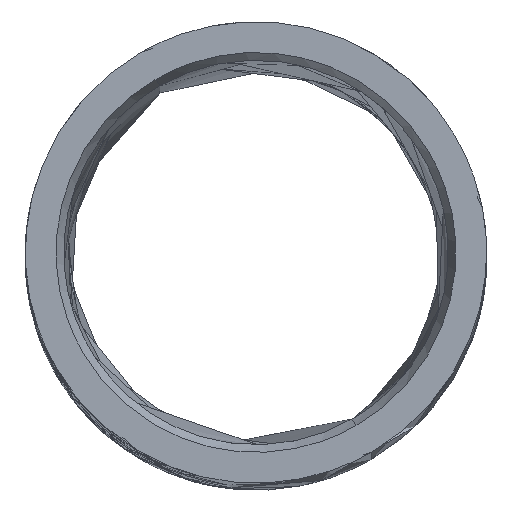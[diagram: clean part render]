
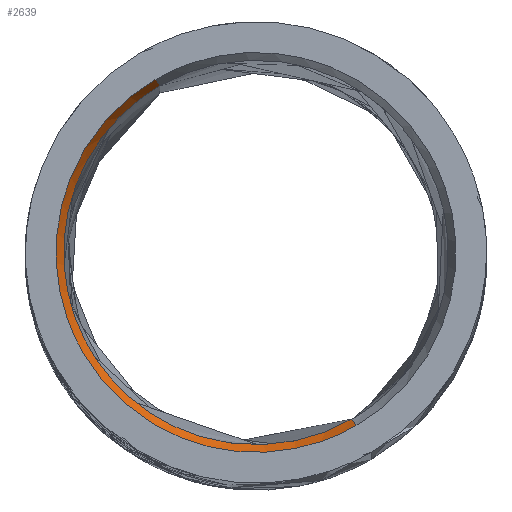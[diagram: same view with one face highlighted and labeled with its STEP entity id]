
A CAD part, top view. The second image highlights one B-rep face of the part: STEP entity #2639.
In plain terms, the highlighted free-form (B-spline) face has degree [1, 2] with [2, 9] control points.
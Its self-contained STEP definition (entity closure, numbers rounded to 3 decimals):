
#100 = CARTESIAN_POINT ( 'NONE',  ( 1849.273, 1856.592, 0. ) ) ;
#101 = CARTESIAN_POINT ( 'NONE',  ( 1849.273, 1856.592, 0. ) ) ;
#128 = CARTESIAN_POINT ( 'NONE',  ( 1889.371, 1793.14, -7. ) ) ;
#327 = CARTESIAN_POINT ( 'NONE',  ( 1877.793, 1963.194, 0.14 ) ) ;
#417 = ORIENTED_EDGE ( 'NONE', *, *, #2784, .T. ) ;
#433 =( BOUNDED_CURVE ( )  B_SPLINE_CURVE ( 2, ( #3919, #1214, #101 ),
 .UNSPECIFIED., .F., .T. ) 
 B_SPLINE_CURVE_WITH_KNOTS ( ( 3, 3 ),
 ( 0., 90. ),
 .UNSPECIFIED. ) 
 CURVE ( )  GEOMETRIC_REPRESENTATION_ITEM ( )  RATIONAL_B_SPLINE_CURVE ( ( 1., 0.707, 1. ) ) 
 REPRESENTATION_ITEM ( '' )  );
#449 = CARTESIAN_POINT ( 'NONE',  ( 1954.323, 1830.64, -7. ) ) ;
#451 = CARTESIAN_POINT ( 'NONE',  ( 1879.323, 1960.544, -7. ) ) ;
#706 = CARTESIAN_POINT ( 'NONE',  ( 1879.353, 1960.492, -7.14 ) ) ;
#714 = VERTEX_POINT ( 'NONE', #100 ) ;
#734 = CARTESIAN_POINT ( 'NONE',  ( 1955.823, 1828.042, 0. ) ) ;
#1048 = CARTESIAN_POINT ( 'NONE',  ( 1955.853, 1827.99, 0.14 ) ) ;
#1128 = EDGE_CURVE ( 'NONE', #714, #1564, #4836, .T. ) ;
#1214 = CARTESIAN_POINT ( 'NONE',  ( 1810.273, 1924.142, 0. ) ) ;
#1314 = CARTESIAN_POINT ( 'NONE',  ( 1877.823, 1963.142, 0. ) ) ;
#1381 = CARTESIAN_POINT ( 'NONE',  ( 1955.823, 1828.042, 0. ) ) ;
#1414 = CARTESIAN_POINT ( 'NONE',  ( 1889.393, 1793.222, -7.14 ) ) ;
#1438 = ORIENTED_EDGE ( 'NONE', *, *, #2778, .T. ) ;
#1450 = CARTESIAN_POINT ( 'NONE',  ( 1981.723, 1933.062, -7.14 ) ) ;
#1564 = VERTEX_POINT ( 'NONE', #734 ) ;
#1577 = CARTESIAN_POINT ( 'NONE',  ( 1814.371, 1923.044, -7. ) ) ;
#1631 = EDGE_LOOP ( 'NONE', ( #3942, #3197, #417, #4794, #1438 ) ) ;
#1766 = FACE_OUTER_BOUND ( 'NONE', #1631, .T. ) ;
#1788 = CARTESIAN_POINT ( 'NONE',  ( 1954.293, 1830.692, -7.14 ) ) ;
#1794 = CARTESIAN_POINT ( 'NONE',  ( 1877.823, 1963.142, 0. ) ) ;
#1819 = CARTESIAN_POINT ( 'NONE',  ( 1810.191, 1924.164, 0.14 ) ) ;
#1842 = VERTEX_POINT ( 'NONE', #1794 ) ;
#2003 = B_SPLINE_CURVE_WITH_KNOTS ( 'NONE', 1,
 ( #1314, #2116 ),
 .UNSPECIFIED., .F., .F.,
 ( 2, 2 ),
 ( -182., -175. ),
 .UNSPECIFIED. ) ;
#2035 = VERTEX_POINT ( 'NONE', #4016 ) ;
#2098 =( BOUNDED_CURVE ( )  B_SPLINE_CURVE ( 2, ( #449, #128, #2799, #1577, #3890 ),
 .UNSPECIFIED., .F., .T. ) 
 B_SPLINE_CURVE_WITH_KNOTS ( ( 3, 2, 3 ),
 ( 180., 270., 360. ),
 .UNSPECIFIED. ) 
 CURVE ( )  GEOMETRIC_REPRESENTATION_ITEM ( )  RATIONAL_B_SPLINE_CURVE ( ( 1., 0.707, 1., 0.707, 1. ) ) 
 REPRESENTATION_ITEM ( '' )  );
#2116 = CARTESIAN_POINT ( 'NONE',  ( 1879.323, 1960.544, -7. ) ) ;
#2423 = EDGE_CURVE ( 'NONE', #1842, #4114, #2003, .T. ) ;
#2579 = CARTESIAN_POINT ( 'NONE',  ( 1814.453, 1923.022, -7.14 ) ) ;
#2615 = CARTESIAN_POINT ( 'NONE',  ( 1888.251, 1788.96, 0.14 ) ) ;
#2639 = ADVANCED_FACE ( 'NONE', ( #1766 ), #3439, .T. ) ;
#2649 = CARTESIAN_POINT ( 'NONE',  ( 1851.923, 1858.122, -7.14 ) ) ;
#2778 = EDGE_CURVE ( 'NONE', #1842, #714, #433, .T. ) ;
#2784 = EDGE_CURVE ( 'NONE', #2035, #4114, #2098, .T. ) ;
#2799 = CARTESIAN_POINT ( 'NONE',  ( 1851.871, 1858.092, -7. ) ) ;
#2985 = CARTESIAN_POINT ( 'NONE',  ( 1945.395, 2002.224, 0.14 ) ) ;
#3006 = CARTESIAN_POINT ( 'NONE',  ( 2023.455, 1867.02, 0.14 ) ) ;
#3197 = ORIENTED_EDGE ( 'NONE', *, *, #4498, .T. ) ;
#3439 =( BOUNDED_SURFACE ( )  B_SPLINE_SURFACE ( 1, 2, ( 
 ( #4082, #2985, #4811, #3006, #1048, #2615, #4099, #1819, #327 ),
 ( #706, #4118, #1450, #4466, #1788, #1414, #2649, #2579, #3713 ) ),
 .UNSPECIFIED., .F., .T., .T. ) 
 B_SPLINE_SURFACE_WITH_KNOTS ( ( 2, 2 ),
 ( 3, 2, 2, 2, 3 ),
 ( -182.14, -174.86 ),
 ( 0., 90., 180., 270., 360. ),
 .UNSPECIFIED. ) 
 GEOMETRIC_REPRESENTATION_ITEM ( )  RATIONAL_B_SPLINE_SURFACE ( (
 ( 1., 0.707, 1., 0.707, 1., 0.707, 1., 0.707, 1.),
 ( 1., 0.707, 1., 0.707, 1., 0.707, 1., 0.707, 1.) ) ) 
 REPRESENTATION_ITEM ( '' )  SURFACE ( )  );
#3505 = CARTESIAN_POINT ( 'NONE',  ( 1954.323, 1830.64, -7. ) ) ;
#3713 = CARTESIAN_POINT ( 'NONE',  ( 1879.353, 1960.492, -7.14 ) ) ;
#3868 = CARTESIAN_POINT ( 'NONE',  ( 1955.823, 1828.042, 0. ) ) ;
#3890 = CARTESIAN_POINT ( 'NONE',  ( 1879.323, 1960.544, -7. ) ) ;
#3919 = CARTESIAN_POINT ( 'NONE',  ( 1877.823, 1963.142, 0. ) ) ;
#3942 = ORIENTED_EDGE ( 'NONE', *, *, #1128, .T. ) ;
#3968 = CARTESIAN_POINT ( 'NONE',  ( 1849.273, 1856.592, 0. ) ) ;
#4016 = CARTESIAN_POINT ( 'NONE',  ( 1954.323, 1830.64, -7. ) ) ;
#4082 = CARTESIAN_POINT ( 'NONE',  ( 1877.793, 1963.194, 0.14 ) ) ;
#4099 = CARTESIAN_POINT ( 'NONE',  ( 1849.221, 1856.562, 0.14 ) ) ;
#4114 = VERTEX_POINT ( 'NONE', #451 ) ;
#4118 = CARTESIAN_POINT ( 'NONE',  ( 1944.253, 1997.962, -7.14 ) ) ;
#4382 = CARTESIAN_POINT ( 'NONE',  ( 1888.273, 1789.042, 0. ) ) ;
#4433 = B_SPLINE_CURVE_WITH_KNOTS ( 'NONE', 1,
 ( #3868, #3505 ),
 .UNSPECIFIED., .F., .F.,
 ( 2, 2 ),
 ( -182., -175. ),
 .UNSPECIFIED. ) ;
#4466 = CARTESIAN_POINT ( 'NONE',  ( 2019.193, 1868.162, -7.14 ) ) ;
#4498 = EDGE_CURVE ( 'NONE', #1564, #2035, #4433, .T. ) ;
#4794 = ORIENTED_EDGE ( 'NONE', *, *, #2423, .F. ) ;
#4811 = CARTESIAN_POINT ( 'NONE',  ( 1984.425, 1934.622, 0.14 ) ) ;
#4836 =( BOUNDED_CURVE ( )  B_SPLINE_CURVE ( 2, ( #3968, #4382, #1381 ),
 .UNSPECIFIED., .F., .T. ) 
 B_SPLINE_CURVE_WITH_KNOTS ( ( 3, 3 ),
 ( 90., 180. ),
 .UNSPECIFIED. ) 
 CURVE ( )  GEOMETRIC_REPRESENTATION_ITEM ( )  RATIONAL_B_SPLINE_CURVE ( ( 1., 0.707, 1. ) ) 
 REPRESENTATION_ITEM ( '' )  );
